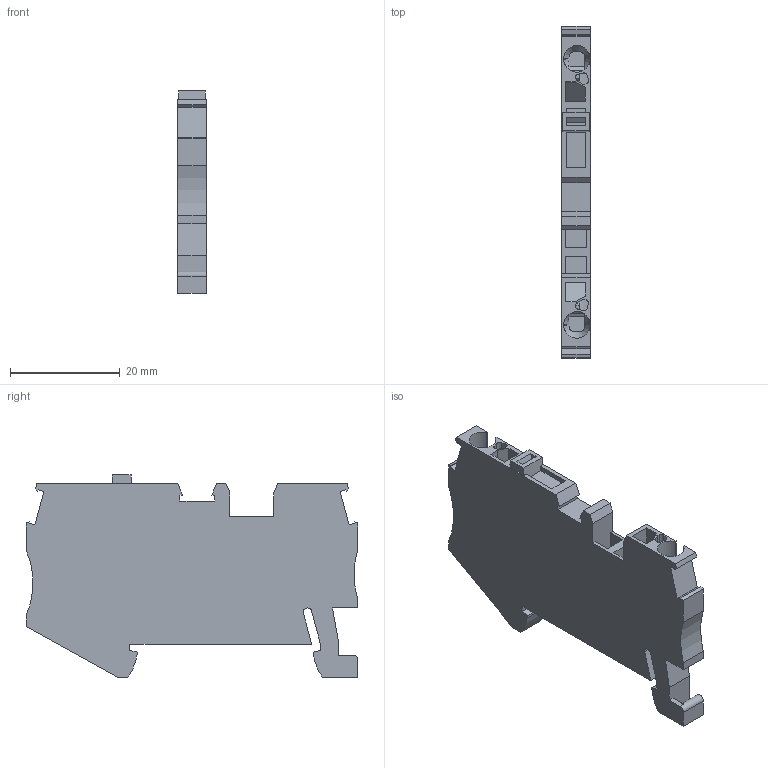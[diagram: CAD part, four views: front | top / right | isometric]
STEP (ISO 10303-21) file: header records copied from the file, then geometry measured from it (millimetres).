
FILE_DESCRIPTION(('Creo Elements/Direct Modeling STEP Export'),'2;1');
FILE_NAME('model.stp','2018-04-06T 8:32:18',(''),(''),'Creo Elements/Direct Modeling STEP processor for AP214 (Solid Model)','Creo Elements/Direct Modeling 18.1I 14-Aug-2016 (C) Parametric Technology GmbH','');
FILE_SCHEMA(('AUTOMOTIVE_DESIGN { 1 0 10303 214 1 1 1 1 }'));
Length unit declared in the file: millimetre
Products named in the file (2): ST_2.5_MT-select
Assembly tree (1 placements, depth 2):
  ST_2.5_MT-select
    ST_2.5_MT-select
Bounding box: 5.15 x 60.4 x 36.85 mm (x, y, z)
Volume: 7710.6 mm3; surface area: 5769.4 mm2
Topology: 1 solids, 1 shells, 181 faces, 507 edges, 334 vertices
Faces by surface type: plane 140, cylinder 31, cone 10
Entity records: 8671 total; most frequent: CARTESIAN_POINT 2484, ORIENTED_EDGE 1014, DIRECTION 908, EDGE_CURVE 507, VECTOR 402, LINE 402, VERTEX_POINT 334, AXIS2_PLACEMENT_3D 253
